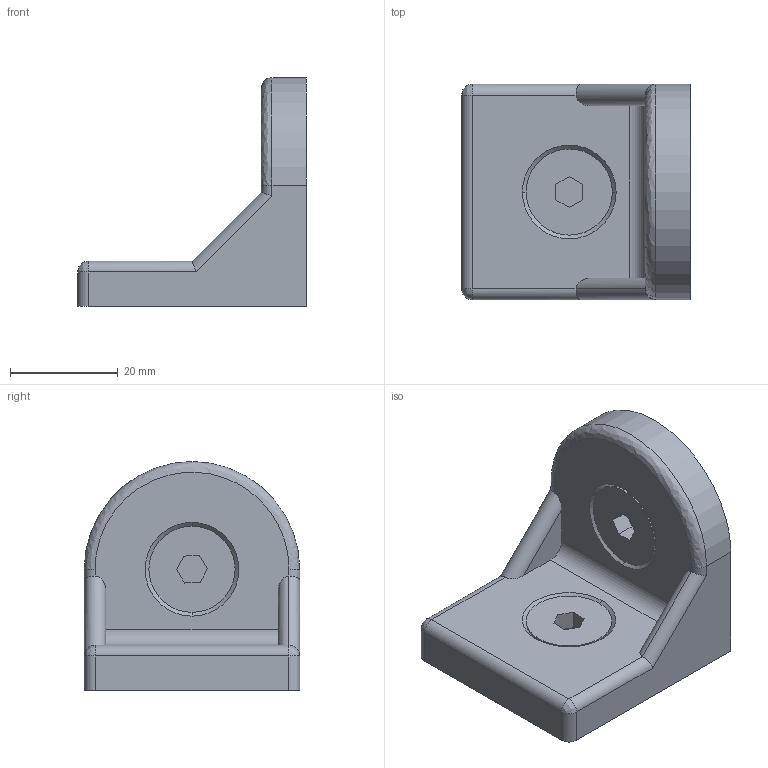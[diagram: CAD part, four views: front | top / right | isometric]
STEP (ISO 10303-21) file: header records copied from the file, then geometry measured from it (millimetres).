
FILE_DESCRIPTION (( 'STEP AP214' ), '1' );
FILE_NAME ('62611551', '2019-02-04T09:38:06', ( '' ), ('JUGARD+KÜNSTNER GmbH'), 'SwSTEP 2.0', 'SolidWorks 2017', '' );
FILE_SCHEMA (( 'AUTOMOTIVE_DESIGN' ));
Length unit declared in the file: millimetre
Products named in the file (1): 62611551_CNAJF00
Bounding box: 42.5 x 40 x 42.5 mm (x, y, z)
Volume: 24520.8 mm3; surface area: 7813.3 mm2
Topology: 1 solids, 1 shells, 48 faces, 114 edges, 70 vertices
Faces by surface type: plane 25, cylinder 16, cone 4, bspline 3
Entity records: 1637 total; most frequent: CARTESIAN_POINT 303, ORIENTED_EDGE 224, DIRECTION 221, EDGE_CURVE 112, VECTOR 77, LINE 77, AXIS2_PLACEMENT_3D 72, VERTEX_POINT 70
